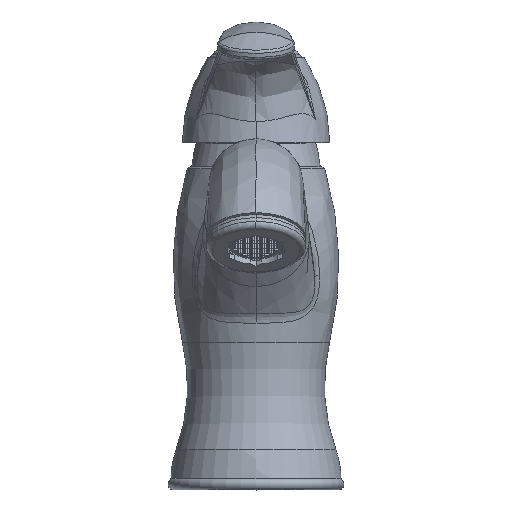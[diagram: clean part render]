
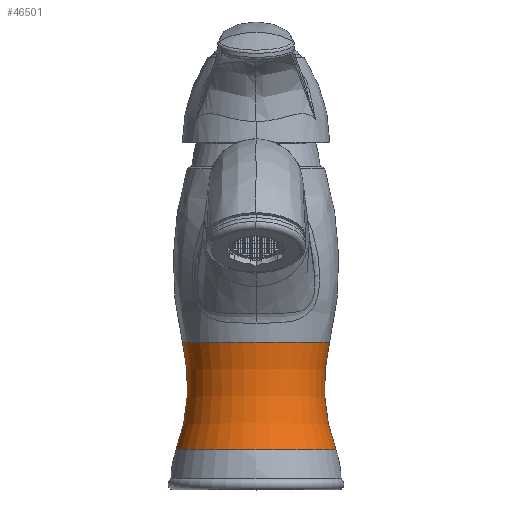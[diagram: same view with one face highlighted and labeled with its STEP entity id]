
A CAD part, top view. The second image highlights one B-rep face of the part: STEP entity #46501.
In plain terms, the highlighted toroidal (fillet/blend) face has major radius 89.442 mm and minor radius 65.3 mm.
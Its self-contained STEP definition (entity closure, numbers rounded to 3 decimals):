
#6692=CARTESIAN_POINT('',(0.,48.013,0.));
#6693=DIRECTION('',(0.,-1.,0.));
#6694=DIRECTION('',(1.,0.,0.));
#6695=AXIS2_PLACEMENT_3D('',#6692,#6693,#6694);
#6895=CARTESIAN_POINT('',(89.442,32.755,
0.));
#6896=DIRECTION('',(0.,0.,-1.));
#6897=DIRECTION('',(-0.938,-0.347,0.));
#6898=AXIS2_PLACEMENT_3D('',#6895,#6896,#6897);
#6900=CARTESIAN_POINT('',(-89.442,32.755,
0.));
#6901=DIRECTION('',(0.,0.,1.));
#6902=DIRECTION('',(0.938,-0.347,0.));
#6903=AXIS2_PLACEMENT_3D('',#6900,#6901,#6902);
#6910=CARTESIAN_POINT('',(0.,10.121,0.));
#6911=DIRECTION('',(0.,-1.,0.));
#6912=DIRECTION('',(1.,0.,0.));
#6913=AXIS2_PLACEMENT_3D('',#6910,#6911,#6912);
#32769=CARTESIAN_POINT('',(28.19,10.121,0.));
#32771=VERTEX_POINT('',#32769);
#32772=CARTESIAN_POINT('',(25.95,48.013,0.));
#32773=VERTEX_POINT('',#32772);
#32775=CARTESIAN_POINT('',(-28.19,10.121,0.));
#32777=VERTEX_POINT('',#32775);
#32778=CARTESIAN_POINT('',(-25.95,48.013,0.));
#32779=VERTEX_POINT('',#32778);
#46489=CARTESIAN_POINT('',(0.,32.755,0.));
#46490=DIRECTION('',(0.,-1.,0.));
#46491=DIRECTION('',(-1.,0.,0.));
#46492=AXIS2_PLACEMENT_3D('',#46489,#46490,#46491);
#46493=TOROIDAL_SURFACE('',#46492,89.442,65.3);
#46494=ORIENTED_EDGE('',*,*,#46472,.F.);
#46496=ORIENTED_EDGE('',*,*,#46495,.T.);
#46497=ORIENTED_EDGE('',*,*,#46475,.T.);
#46498=ORIENTED_EDGE('',*,*,#46330,.F.);
#46499=EDGE_LOOP('',(#46494,#46496,#46497,#46498));
#46500=FACE_OUTER_BOUND('',#46499,.F.);
#46501=ADVANCED_FACE('',(#46500),#46493,.F.);
#6696=CIRCLE('',#6695,25.95);
#6899=CIRCLE('',#6898,65.3);
#6904=CIRCLE('',#6903,65.3);
#6914=CIRCLE('',#6913,28.19);
#46330=EDGE_CURVE('',#32773,#32779,#6696,.T.);
#46472=EDGE_CURVE('',#32771,#32773,#6899,.T.);
#46475=EDGE_CURVE('',#32777,#32779,#6904,.T.);
#46495=EDGE_CURVE('',#32771,#32777,#6914,.T.);
